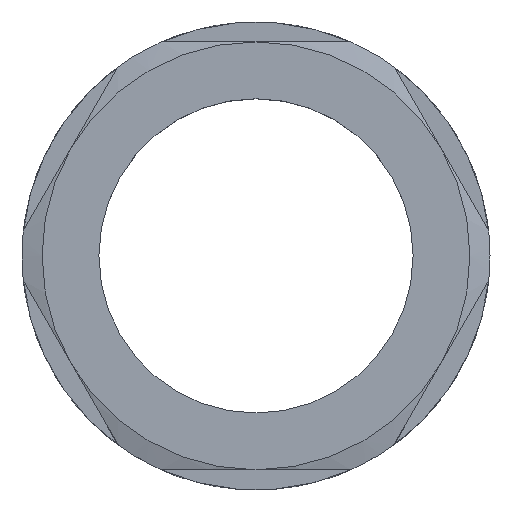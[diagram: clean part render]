
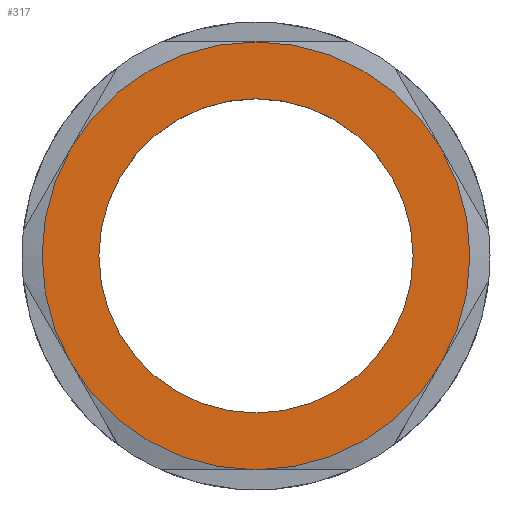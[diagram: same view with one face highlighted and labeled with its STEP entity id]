
A CAD part, top view. The second image highlights one B-rep face of the part: STEP entity #317.
In plain terms, the highlighted planar face has unit normal (0, 0, 1).
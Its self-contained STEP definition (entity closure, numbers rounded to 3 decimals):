
#2 = CIRCLE ( 'NONE', #363, 16. ) ;
#5 = FACE_BOUND ( 'NONE', #787, .T. ) ;
#11 = CIRCLE ( 'NONE', #308, 16. ) ;
#14 = FACE_OUTER_BOUND ( 'NONE', #442, .T. ) ;
#21 = CIRCLE ( 'NONE', #199, 16. ) ;
#48 = CIRCLE ( 'NONE', #239, 16. ) ;
#57 = VERTEX_POINT ( 'NONE', #879 ) ;
#58 = CIRCLE ( 'NONE', #161, 16. ) ;
#76 = CIRCLE ( 'NONE', #144, 16. ) ;
#93 = CIRCLE ( 'NONE', #96, 11.75 ) ;
#96 = AXIS2_PLACEMENT_3D ( 'NONE', #635, #634, #632 ) ;
#144 = AXIS2_PLACEMENT_3D ( 'NONE', #705, #704, #700 ) ;
#161 = AXIS2_PLACEMENT_3D ( 'NONE', #771, #767, #765 ) ;
#194 = CIRCLE ( 'NONE', #1059, 11.75 ) ;
#199 = AXIS2_PLACEMENT_3D ( 'NONE', #911, #910, #908 ) ;
#208 = ORIENTED_EDGE ( 'NONE', *, *, #486, .F. ) ;
#239 = AXIS2_PLACEMENT_3D ( 'NONE', #852, #851, #843 ) ;
#242 = DIRECTION ( 'NONE',  ( 1., 0., 0. ) ) ;
#267 = ORIENTED_EDGE ( 'NONE', *, *, #963, .F. ) ;
#282 = EDGE_CURVE ( 'NONE', #800, #799, #2, .T. ) ;
#283 = VERTEX_POINT ( 'NONE', #456 ) ;
#296 = CARTESIAN_POINT ( 'NONE',  ( 0., 0., 3. ) ) ;
#299 = DIRECTION ( 'NONE',  ( 0., 0., 1. ) ) ;
#301 = ORIENTED_EDGE ( 'NONE', *, *, #661, .F. ) ;
#308 = AXIS2_PLACEMENT_3D ( 'NONE', #1042, #1041, #1038 ) ;
#317 = ADVANCED_FACE ( 'NONE', ( #5, #14 ), #387, .T. ) ;
#323 = AXIS2_PLACEMENT_3D ( 'NONE', #296, #299, #242 ) ;
#329 = EDGE_CURVE ( 'NONE', #799, #899, #11, .T. ) ;
#363 = AXIS2_PLACEMENT_3D ( 'NONE', #416, #439, #400 ) ;
#387 = PLANE ( 'NONE',  #323 ) ;
#400 = DIRECTION ( 'NONE',  ( 0., 1., 0. ) ) ;
#416 = CARTESIAN_POINT ( 'NONE',  ( 0., 0., 3. ) ) ;
#432 = DIRECTION ( 'NONE',  ( 1., 0., 0. ) ) ;
#434 = DIRECTION ( 'NONE',  ( 0., 0., 1. ) ) ;
#437 = CARTESIAN_POINT ( 'NONE',  ( 0., 0., 3. ) ) ;
#439 = DIRECTION ( 'NONE',  ( 0., 0., -1. ) ) ;
#442 = EDGE_LOOP ( 'NONE', ( #914, #838, #301, #847, #208, #1057 ) ) ;
#456 = CARTESIAN_POINT ( 'NONE',  ( -13.856, -8., 3. ) ) ;
#486 = EDGE_CURVE ( 'NONE', #899, #785, #21, .T. ) ;
#515 = VERTEX_POINT ( 'NONE', #871 ) ;
#534 = CARTESIAN_POINT ( 'NONE',  ( 13.856, -8., 3. ) ) ;
#539 = EDGE_CURVE ( 'NONE', #785, #283, #48, .T. ) ;
#601 = ORIENTED_EDGE ( 'NONE', *, *, #805, .F. ) ;
#632 = DIRECTION ( 'NONE',  ( 1., 0., 0. ) ) ;
#634 = DIRECTION ( 'NONE',  ( 0., 0., 1. ) ) ;
#635 = CARTESIAN_POINT ( 'NONE',  ( 0., 0., 3. ) ) ;
#640 = CARTESIAN_POINT ( 'NONE',  ( -11.75, 0., 3. ) ) ;
#642 = CARTESIAN_POINT ( 'NONE',  ( 0., 16., 3. ) ) ;
#661 = EDGE_CURVE ( 'NONE', #283, #515, #58, .T. ) ;
#675 = CARTESIAN_POINT ( 'NONE',  ( 13.856, 8., 3. ) ) ;
#676 = CARTESIAN_POINT ( 'NONE',  ( 0., -16., 3. ) ) ;
#700 = DIRECTION ( 'NONE',  ( 0., 1., 0. ) ) ;
#704 = DIRECTION ( 'NONE',  ( 0., 0., -1. ) ) ;
#705 = CARTESIAN_POINT ( 'NONE',  ( 0., 0., 3. ) ) ;
#750 = EDGE_CURVE ( 'NONE', #515, #800, #76, .T. ) ;
#765 = DIRECTION ( 'NONE',  ( 0., 1., 0. ) ) ;
#767 = DIRECTION ( 'NONE',  ( 0., 0., -1. ) ) ;
#771 = CARTESIAN_POINT ( 'NONE',  ( 0., 0., 3. ) ) ;
#785 = VERTEX_POINT ( 'NONE', #676 ) ;
#787 = EDGE_LOOP ( 'NONE', ( #601, #267 ) ) ;
#799 = VERTEX_POINT ( 'NONE', #675 ) ;
#800 = VERTEX_POINT ( 'NONE', #642 ) ;
#801 = VERTEX_POINT ( 'NONE', #640 ) ;
#805 = EDGE_CURVE ( 'NONE', #57, #801, #93, .T. ) ;
#838 = ORIENTED_EDGE ( 'NONE', *, *, #750, .F. ) ;
#843 = DIRECTION ( 'NONE',  ( 0., 1., 0. ) ) ;
#847 = ORIENTED_EDGE ( 'NONE', *, *, #539, .F. ) ;
#851 = DIRECTION ( 'NONE',  ( 0., 0., -1. ) ) ;
#852 = CARTESIAN_POINT ( 'NONE',  ( 0., 0., 3. ) ) ;
#871 = CARTESIAN_POINT ( 'NONE',  ( -13.856, 8., 3. ) ) ;
#879 = CARTESIAN_POINT ( 'NONE',  ( 11.75, 0., 3. ) ) ;
#899 = VERTEX_POINT ( 'NONE', #534 ) ;
#908 = DIRECTION ( 'NONE',  ( 0., 1., 0. ) ) ;
#910 = DIRECTION ( 'NONE',  ( 0., 0., -1. ) ) ;
#911 = CARTESIAN_POINT ( 'NONE',  ( 0., 0., 3. ) ) ;
#914 = ORIENTED_EDGE ( 'NONE', *, *, #282, .F. ) ;
#963 = EDGE_CURVE ( 'NONE', #801, #57, #194, .T. ) ;
#1038 = DIRECTION ( 'NONE',  ( 0., 1., 0. ) ) ;
#1041 = DIRECTION ( 'NONE',  ( 0., 0., -1. ) ) ;
#1042 = CARTESIAN_POINT ( 'NONE',  ( 0., 0., 3. ) ) ;
#1057 = ORIENTED_EDGE ( 'NONE', *, *, #329, .F. ) ;
#1059 = AXIS2_PLACEMENT_3D ( 'NONE', #437, #434, #432 ) ;
